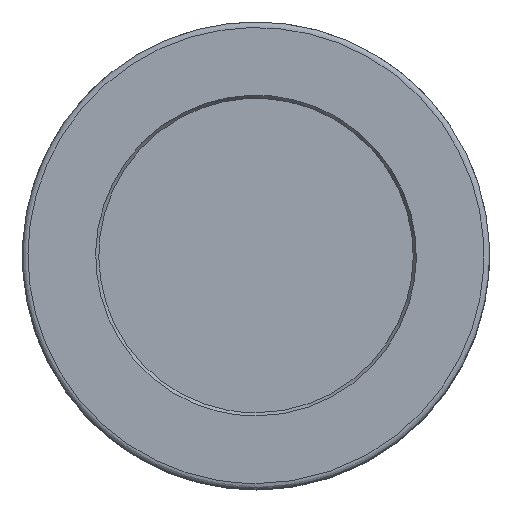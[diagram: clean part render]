
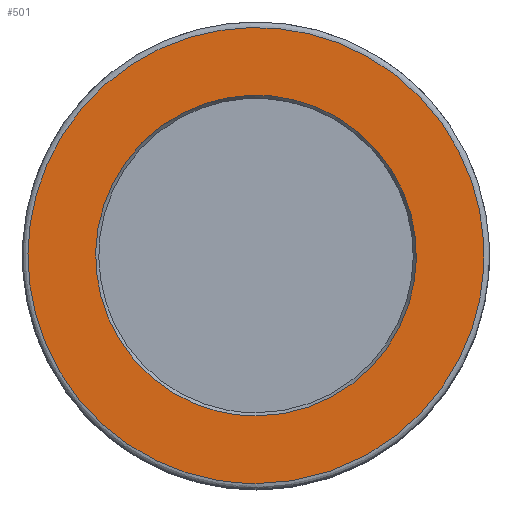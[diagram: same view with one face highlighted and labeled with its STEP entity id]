
A CAD part, top view. The second image highlights one B-rep face of the part: STEP entity #501.
In plain terms, the highlighted free-form (B-spline) face has degree [1, 1] with [2, 2] control points.
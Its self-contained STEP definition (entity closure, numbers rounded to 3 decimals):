
#453=CARTESIAN_POINT('',(0.,-4.923,15.17));
#454=VERTEX_POINT('',#453);
#460=CARTESIAN_POINT('',(0.,-4.923,15.17));
#461=CARTESIAN_POINT('',(4.923,-4.923,15.17));
#462=CARTESIAN_POINT('',(4.923,0.,15.17));
#463=CARTESIAN_POINT('',(4.923,4.923,15.17));
#464=CARTESIAN_POINT('',(0.,4.923,15.17));
#465=CARTESIAN_POINT('',(-4.923,4.923,15.17));
#466=CARTESIAN_POINT('',(-4.923,0.,15.17));
#467=CARTESIAN_POINT('',(-4.923,-4.923,15.17));
#468=CARTESIAN_POINT('',(0.,-4.923,15.17));
#469=(BOUNDED_CURVE()B_SPLINE_CURVE(2,(#460,#461,#462,#463,#464,#465,#466,#467,#468),.CIRCULAR_ARC.,.T.,.U.)B_SPLINE_CURVE_WITH_KNOTS((3,2,2,2,3),(0.,0.25,0.5,0.75,1.),.UNSPECIFIED.)CURVE()GEOMETRIC_REPRESENTATION_ITEM()RATIONAL_B_SPLINE_CURVE((1.,0.707,1.,0.707,1.,0.707,1.,0.707,1.))REPRESENTATION_ITEM(''));
#470=EDGE_CURVE('',#454,#454,#469,.T.);
#477=CARTESIAN_POINT('',(-21.,21.,15.17));
#478=CARTESIAN_POINT('',(21.,21.,15.17));
#479=CARTESIAN_POINT('',(-21.,-21.,15.17));
#480=CARTESIAN_POINT('',(21.,-21.,15.17));
#481=B_SPLINE_SURFACE_WITH_KNOTS('',1,1,((#477,#478),(#479,#480)),.PLANE_SURF.,.F.,.F.,.U.,(2,2),(2,2),(-1.,2.),(-1.,2.),.UNSPECIFIED.);
#482=CARTESIAN_POINT('',(0.,-7.,15.17));
#483=VERTEX_POINT('',#482);
#484=CARTESIAN_POINT('',(0.,-7.,15.17));
#485=CARTESIAN_POINT('',(7.,-7.,15.17));
#486=CARTESIAN_POINT('',(7.,0.,15.17));
#487=CARTESIAN_POINT('',(7.,7.,15.17));
#488=CARTESIAN_POINT('',(0.,7.,15.17));
#489=CARTESIAN_POINT('',(-7.,7.,15.17));
#490=CARTESIAN_POINT('',(-7.,0.,15.17));
#491=CARTESIAN_POINT('',(-7.,-7.,15.17));
#492=CARTESIAN_POINT('',(0.,-7.,15.17));
#493=(BOUNDED_CURVE()B_SPLINE_CURVE(2,(#484,#485,#486,#487,#488,#489,#490,#491,#492),.CIRCULAR_ARC.,.T.,.U.)B_SPLINE_CURVE_WITH_KNOTS((3,2,2,2,3),(0.,0.25,0.5,0.75,1.),.UNSPECIFIED.)CURVE()GEOMETRIC_REPRESENTATION_ITEM()RATIONAL_B_SPLINE_CURVE((1.,0.707,1.,0.707,1.,0.707,1.,0.707,1.))REPRESENTATION_ITEM(''));
#494=EDGE_CURVE('',#483,#483,#493,.T.);
#495=ORIENTED_EDGE('',*,*,#494,.T.);
#496=EDGE_LOOP('',(#495));
#497=FACE_OUTER_BOUND('',#496,.T.);
#498=ORIENTED_EDGE('',*,*,#470,.F.);
#499=EDGE_LOOP('',(#498));
#500=FACE_BOUND('',#499,.T.);
#501=ADVANCED_FACE('',(#497,#500),#481,.T.);
